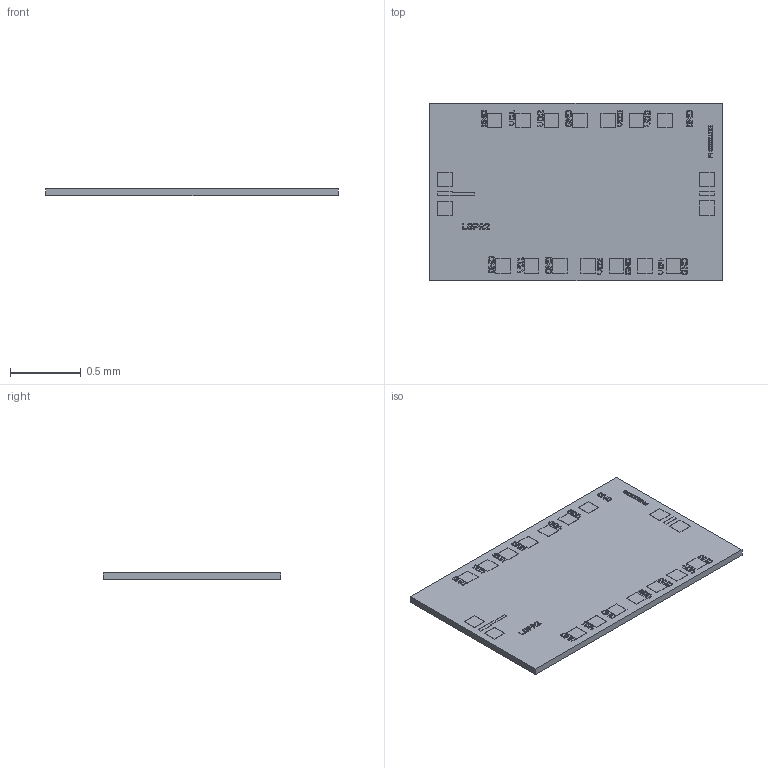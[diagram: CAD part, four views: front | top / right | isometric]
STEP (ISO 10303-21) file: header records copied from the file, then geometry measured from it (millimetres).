
FILE_DESCRIPTION((''),'2;1');
FILE_NAME('LSPA2.stp','2008-06-10T14:12:36',('PAMacdonald'),(''),'Autodesk Inventor 11','Autodesk Inventor 11','');
FILE_SCHEMA(('AUTOMOTIVE_DESIGN { 1 0 10303 214 1 1 1 1 }'));
Length unit declared in the file: inch
Products named in the file (1): LSPA2
Bounding box: 2.06 x 1.25 x 0.05 mm (x, y, z)
Volume: 0.1 mm3; surface area: 5.5 mm2
Topology: 1 solids, 1 shells, 1158 faces, 3192 edges, 2128 vertices
Faces by surface type: plane 1158
Entity records: 36081 total; most frequent: CARTESIAN_POINT 6479, ORIENTED_EDGE 6384, DIRECTION 5510, VECTOR 3192, LINE 3192, EDGE_CURVE 3192, VERTEX_POINT 2128, EDGE_LOOP 1250
